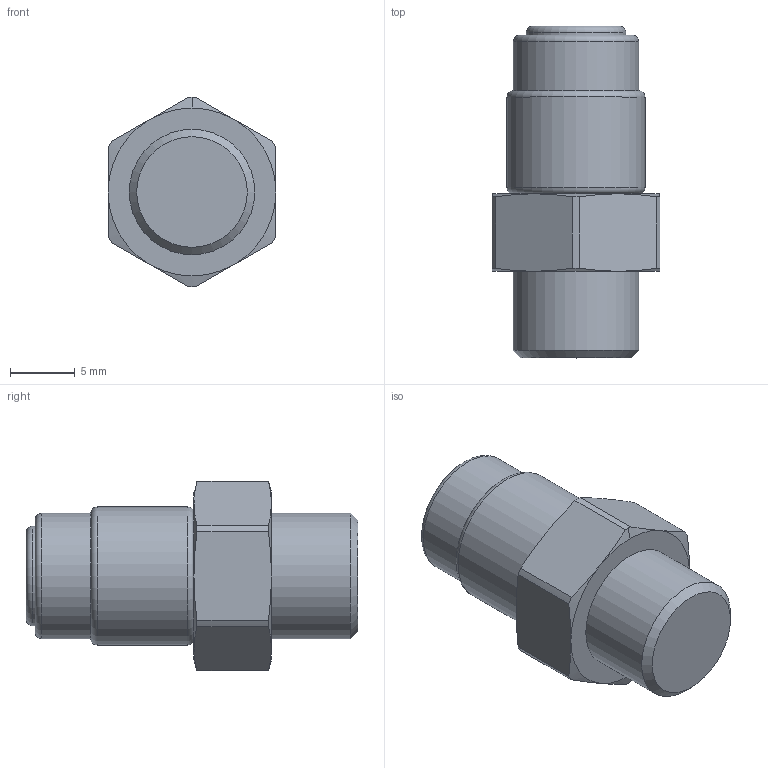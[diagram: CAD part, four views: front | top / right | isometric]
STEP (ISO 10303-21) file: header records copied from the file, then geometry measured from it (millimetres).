
FILE_DESCRIPTION(/* description */ ('Alibre Inc.'),/* implementation_level */ '2;1');
FILE_NAME(/* name */ 'export-FCC4D2BF-2BE0-4A1C-9DCA-6EFD70449FE4',/* time_stamp */ '2022-06-13T10:54:07+02:00',/* author */ (''),/* organization */ (''),/* preprocessor_version */ 'ST-DEVELOPER v17',/* originating_system */ 'Alibre',/* authorisation */ '');
FILE_SCHEMA (('AUTOMOTIVE_DESIGN'));
Length unit declared in the file: millimetre
Products named in the file (1): _W097052000119
Bounding box: 13 x 25.7 x 14.7 mm (x, y, z)
Volume: 2430.9 mm3; surface area: 1168.6 mm2
Topology: 1 solids, 1 shells, 41 faces, 91 edges, 55 vertices
Faces by surface type: cone 15, cylinder 11, plane 11, torus 4
Full cylindrical faces by diameter (mm): 7.7 x1, 9.7 x1, 9.728 x1, 10.7 x1
Entity records: 1112 total; most frequent: CARTESIAN_POINT 235, ORIENTED_EDGE 182, DIRECTION 181, EDGE_CURVE 91, AXIS2_PLACEMENT_3D 88, VERTEX_POINT 55, CIRCLE 47, EDGE_LOOP 44
